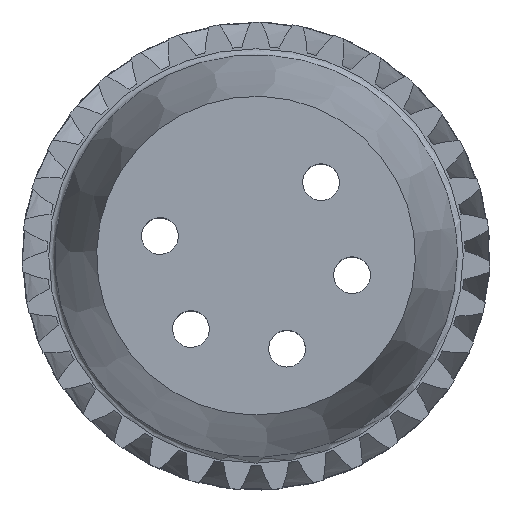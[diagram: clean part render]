
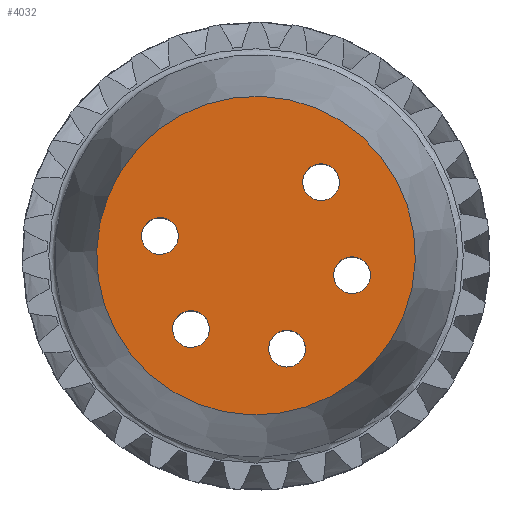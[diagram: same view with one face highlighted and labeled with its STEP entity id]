
A CAD part, top view. The second image highlights one B-rep face of the part: STEP entity #4032.
In plain terms, the highlighted planar face has unit normal (0, 0, 1).
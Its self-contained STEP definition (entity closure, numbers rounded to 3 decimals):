
#827=FACE_BOUND('',#1163,.T.);
#828=FACE_BOUND('',#1164,.T.);
#829=FACE_BOUND('',#1165,.T.);
#830=FACE_BOUND('',#1166,.T.);
#831=FACE_BOUND('',#1167,.T.);
#835=PLANE('',#4363);
#898=FACE_OUTER_BOUND('',#1162,.T.);
#1162=EDGE_LOOP('',(#2807));
#1163=EDGE_LOOP('',(#2808));
#1164=EDGE_LOOP('',(#2809));
#1165=EDGE_LOOP('',(#2810));
#1166=EDGE_LOOP('',(#2811));
#1167=EDGE_LOOP('',(#2812));
#1434=CIRCLE('',#4326,13.);
#1470=CIRCLE('',#4364,1.5);
#1471=CIRCLE('',#4365,1.5);
#1472=CIRCLE('',#4366,1.5);
#1473=CIRCLE('',#4367,1.5);
#1474=CIRCLE('',#4368,1.5);
#1522=VERTEX_POINT('',#4763);
#1663=VERTEX_POINT('',#5363);
#1664=VERTEX_POINT('',#5365);
#1665=VERTEX_POINT('',#5367);
#1666=VERTEX_POINT('',#5369);
#1667=VERTEX_POINT('',#5371);
#1963=EDGE_CURVE('',#1522,#1522,#1434,.T.);
#2105=EDGE_CURVE('',#1663,#1663,#1470,.T.);
#2106=EDGE_CURVE('',#1664,#1664,#1471,.T.);
#2107=EDGE_CURVE('',#1665,#1665,#1472,.T.);
#2108=EDGE_CURVE('',#1666,#1666,#1473,.T.);
#2109=EDGE_CURVE('',#1667,#1667,#1474,.T.);
#2807=ORIENTED_EDGE('',*,*,#1963,.F.);
#2808=ORIENTED_EDGE('',*,*,#2105,.T.);
#2809=ORIENTED_EDGE('',*,*,#2106,.T.);
#2810=ORIENTED_EDGE('',*,*,#2107,.T.);
#2811=ORIENTED_EDGE('',*,*,#2108,.T.);
#2812=ORIENTED_EDGE('',*,*,#2109,.T.);
#4032=ADVANCED_FACE('',(#898,#827,#828,#829,#830,#831),#835,.F.);
#4326=AXIS2_PLACEMENT_3D('',#4764,#4486,#4487);
#4363=AXIS2_PLACEMENT_3D('',#5362,#4561,#4562);
#4364=AXIS2_PLACEMENT_3D('',#5364,#4563,#4564);
#4365=AXIS2_PLACEMENT_3D('',#5366,#4565,#4566);
#4366=AXIS2_PLACEMENT_3D('',#5368,#4567,#4568);
#4367=AXIS2_PLACEMENT_3D('',#5370,#4569,#4570);
#4368=AXIS2_PLACEMENT_3D('',#5372,#4571,#4572);
#4486=DIRECTION('center_axis',(0.,0.,-1.));
#4487=DIRECTION('ref_axis',(-0.99,-0.142,0.));
#4561=DIRECTION('center_axis',(0.,0.,-1.));
#4562=DIRECTION('ref_axis',(-1.,0.,0.));
#4563=DIRECTION('center_axis',(0.,0.,-1.));
#4564=DIRECTION('ref_axis',(-1.,0.,0.));
#4565=DIRECTION('center_axis',(0.,0.,-1.));
#4566=DIRECTION('ref_axis',(-1.,0.,0.));
#4567=DIRECTION('center_axis',(0.,0.,-1.));
#4568=DIRECTION('ref_axis',(-1.,0.,0.));
#4569=DIRECTION('center_axis',(0.,0.,-1.));
#4570=DIRECTION('ref_axis',(-1.,0.,0.));
#4571=DIRECTION('center_axis',(0.,0.,-1.));
#4572=DIRECTION('ref_axis',(-1.,0.,0.));
#4763=CARTESIAN_POINT('',(12.869,1.841,30.));
#4764=CARTESIAN_POINT('Origin',(0.,0.,30.));
#5362=CARTESIAN_POINT('Origin',(0.,0.,30.));
#5363=CARTESIAN_POINT('',(1.111,-8.063,30.));
#5364=CARTESIAN_POINT('Origin',(2.533,-7.588,30.));
#5365=CARTESIAN_POINT('',(-6.728,-6.463,30.));
#5366=CARTESIAN_POINT('Origin',(-5.305,-5.988,30.));
#5367=CARTESIAN_POINT('',(6.416,-2.075,30.));
#5368=CARTESIAN_POINT('Origin',(7.838,-1.6,30.));
#5369=CARTESIAN_POINT('',(-9.261,1.125,30.));
#5370=CARTESIAN_POINT('Origin',(-7.838,1.6,30.));
#5371=CARTESIAN_POINT('',(3.882,5.513,30.));
#5372=CARTESIAN_POINT('Origin',(5.305,5.988,30.));
